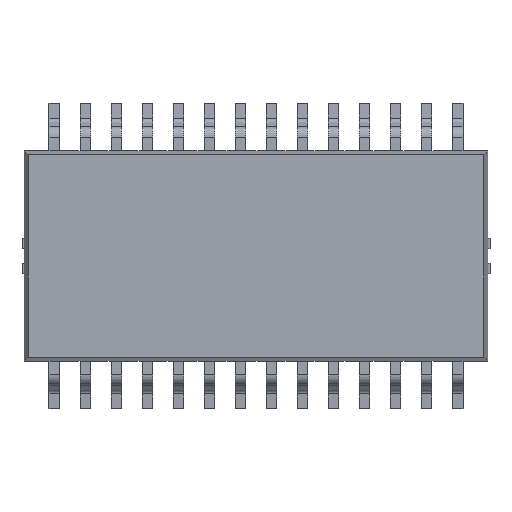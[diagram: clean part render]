
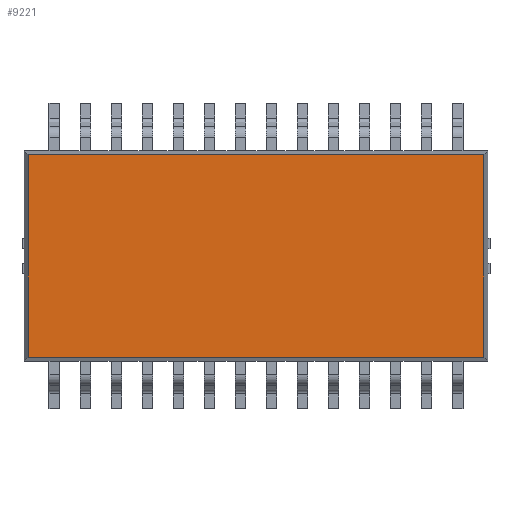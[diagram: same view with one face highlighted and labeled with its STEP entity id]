
A CAD part, top view. The second image highlights one B-rep face of the part: STEP entity #9221.
In plain terms, the highlighted planar face has unit normal (0, 0, 1).
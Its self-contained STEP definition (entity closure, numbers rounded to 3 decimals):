
#596 = PLANE ( 'NONE',  #2049 ) ;
#880 = CARTESIAN_POINT ( 'NONE',  ( 0.817, 4.039, 10.46 ) ) ;
#908 = VERTEX_POINT ( 'NONE', #4546 ) ;
#1569 = DIRECTION ( 'NONE',  ( 1., 0., 0. ) ) ;
#1643 = VERTEX_POINT ( 'NONE', #2400 ) ;
#1646 = VECTOR ( 'NONE', #13179, 1000. ) ;
#2049 = AXIS2_PLACEMENT_3D ( 'NONE', #7223, #9282, #1569 ) ;
#2400 = CARTESIAN_POINT ( 'NONE',  ( 10.363, 8.286, 10.46 ) ) ;
#3015 = LINE ( 'NONE', #7701, #1646 ) ;
#3207 = CARTESIAN_POINT ( 'NONE',  ( 0.817, 8.286, 10.46 ) ) ;
#4546 = CARTESIAN_POINT ( 'NONE',  ( 10.363, 4.039, 10.46 ) ) ;
#4877 = VERTEX_POINT ( 'NONE', #880 ) ;
#5245 = CARTESIAN_POINT ( 'NONE',  ( 0.74, 4.039, 10.46 ) ) ;
#5950 = EDGE_CURVE ( 'NONE', #908, #1643, #12490, .T. ) ;
#6408 = DIRECTION ( 'NONE',  ( 0., 1., 0. ) ) ;
#6645 = EDGE_CURVE ( 'NONE', #4877, #908, #12652, .T. ) ;
#7150 = VECTOR ( 'NONE', #12912, 1000. ) ;
#7223 = CARTESIAN_POINT ( 'NONE',  ( 1.637, 3.905, 10.46 ) ) ;
#7701 = CARTESIAN_POINT ( 'NONE',  ( 10.44, 8.286, 10.46 ) ) ;
#8919 = CARTESIAN_POINT ( 'NONE',  ( 0.817, 8.362, 10.46 ) ) ;
#9009 = EDGE_CURVE ( 'NONE', #1643, #12835, #3015, .T. ) ;
#9221 = ADVANCED_FACE ( 'NONE', ( #11542 ), #596, .T. ) ;
#9261 = ORIENTED_EDGE ( 'NONE', *, *, #5950, .T. ) ;
#9282 = DIRECTION ( 'NONE',  ( 0., 0., 1. ) ) ;
#9570 = CARTESIAN_POINT ( 'NONE',  ( 10.363, 3.962, 10.46 ) ) ;
#10096 = EDGE_CURVE ( 'NONE', #12835, #4877, #13913, .T. ) ;
#10632 = VECTOR ( 'NONE', #12231, 1000. ) ;
#11542 = FACE_OUTER_BOUND ( 'NONE', #14118, .T. ) ;
#12231 = DIRECTION ( 'NONE',  ( 0., -1., 0. ) ) ;
#12490 = LINE ( 'NONE', #9570, #13880 ) ;
#12585 = ORIENTED_EDGE ( 'NONE', *, *, #10096, .T. ) ;
#12652 = LINE ( 'NONE', #5245, #7150 ) ;
#12835 = VERTEX_POINT ( 'NONE', #3207 ) ;
#12912 = DIRECTION ( 'NONE',  ( 1., 0., 0. ) ) ;
#13179 = DIRECTION ( 'NONE',  ( -1., 0., 0. ) ) ;
#13527 = ORIENTED_EDGE ( 'NONE', *, *, #9009, .T. ) ;
#13880 = VECTOR ( 'NONE', #6408, 1000. ) ;
#13913 = LINE ( 'NONE', #8919, #10632 ) ;
#13927 = ORIENTED_EDGE ( 'NONE', *, *, #6645, .T. ) ;
#14118 = EDGE_LOOP ( 'NONE', ( #13527, #12585, #13927, #9261 ) ) ;
